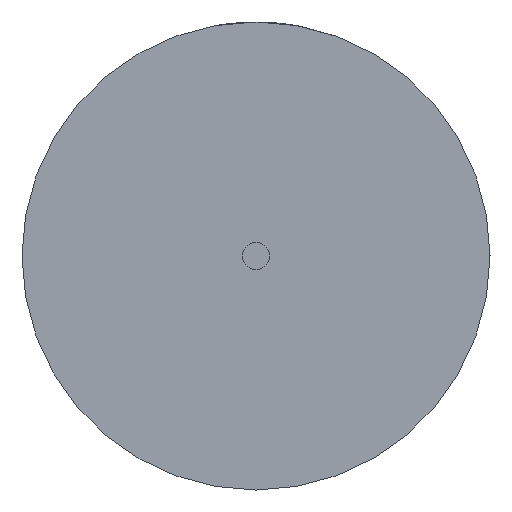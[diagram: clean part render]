
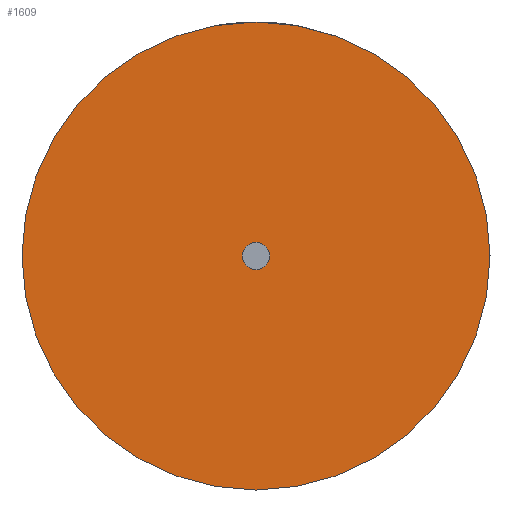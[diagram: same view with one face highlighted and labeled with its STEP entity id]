
A CAD part, left-side view. The second image highlights one B-rep face of the part: STEP entity #1609.
In plain terms, the highlighted planar face has unit normal (-1, 0, 0).
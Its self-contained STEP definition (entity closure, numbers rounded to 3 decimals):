
#191 = EDGE_LOOP ( 'NONE', ( #1124, #2158 ) ) ;
#198 = ORIENTED_EDGE ( 'NONE', *, *, #214, .T. ) ;
#214 = EDGE_CURVE ( 'NONE', #1978, #2895, #2302, .T. ) ;
#326 = DIRECTION ( 'NONE',  ( -1., 0., 0. ) ) ;
#346 = AXIS2_PLACEMENT_3D ( 'NONE', #3207, #1973, #1462 ) ;
#359 = AXIS2_PLACEMENT_3D ( 'NONE', #1995, #2203, #2974 ) ;
#611 = CIRCLE ( 'NONE', #346, 8.5 ) ;
#681 = AXIS2_PLACEMENT_3D ( 'NONE', #1473, #1498, #3235 ) ;
#1124 = ORIENTED_EDGE ( 'NONE', *, *, #2832, .F. ) ;
#1310 = EDGE_LOOP ( 'NONE', ( #198, #2506 ) ) ;
#1362 = CARTESIAN_POINT ( 'NONE',  ( -0.005, 0., 0. ) ) ;
#1374 = DIRECTION ( 'NONE',  ( 0., 0., 1. ) ) ;
#1380 = EDGE_CURVE ( 'NONE', #2707, #1563, #2406, .T. ) ;
#1462 = DIRECTION ( 'NONE',  ( 0., 0., 1. ) ) ;
#1473 = CARTESIAN_POINT ( 'NONE',  ( -0.005, 0., 0. ) ) ;
#1498 = DIRECTION ( 'NONE',  ( -1., 0., 0. ) ) ;
#1563 = VERTEX_POINT ( 'NONE', #2805 ) ;
#1609 = ADVANCED_FACE ( 'NONE', ( #2977, #3058 ), #2992, .T. ) ;
#1973 = DIRECTION ( 'NONE',  ( -1., 0., 0. ) ) ;
#1977 = AXIS2_PLACEMENT_3D ( 'NONE', #1362, #2622, #1374 ) ;
#1978 = VERTEX_POINT ( 'NONE', #3119 ) ;
#1995 = CARTESIAN_POINT ( 'NONE',  ( -0.005, 0., 0. ) ) ;
#2158 = ORIENTED_EDGE ( 'NONE', *, *, #1380, .F. ) ;
#2203 = DIRECTION ( 'NONE',  ( -1., 0., 0. ) ) ;
#2302 = CIRCLE ( 'NONE', #1977, 8.5 ) ;
#2370 = EDGE_CURVE ( 'NONE', #2895, #1978, #611, .T. ) ;
#2406 = CIRCLE ( 'NONE', #359, 0.5 ) ;
#2506 = ORIENTED_EDGE ( 'NONE', *, *, #2370, .T. ) ;
#2587 = DIRECTION ( 'NONE',  ( 0., 0., 1. ) ) ;
#2622 = DIRECTION ( 'NONE',  ( -1., 0., 0. ) ) ;
#2707 = VERTEX_POINT ( 'NONE', #2752 ) ;
#2752 = CARTESIAN_POINT ( 'NONE',  ( -0.005, 0., 0.5 ) ) ;
#2805 = CARTESIAN_POINT ( 'NONE',  ( -0.005, 0., -0.5 ) ) ;
#2829 = CARTESIAN_POINT ( 'NONE',  ( -0.005, 0., 8.5 ) ) ;
#2832 = EDGE_CURVE ( 'NONE', #1563, #2707, #3038, .T. ) ;
#2837 = CARTESIAN_POINT ( 'NONE',  ( -0.005, 0., 0. ) ) ;
#2895 = VERTEX_POINT ( 'NONE', #2829 ) ;
#2946 = AXIS2_PLACEMENT_3D ( 'NONE', #2837, #326, #2587 ) ;
#2974 = DIRECTION ( 'NONE',  ( 0., 0., 1. ) ) ;
#2977 = FACE_OUTER_BOUND ( 'NONE', #1310, .T. ) ;
#2992 = PLANE ( 'NONE',  #681 ) ;
#3038 = CIRCLE ( 'NONE', #2946, 0.5 ) ;
#3058 = FACE_BOUND ( 'NONE', #191, .T. ) ;
#3119 = CARTESIAN_POINT ( 'NONE',  ( -0.005, 0., -8.5 ) ) ;
#3207 = CARTESIAN_POINT ( 'NONE',  ( -0.005, 0., 0. ) ) ;
#3235 = DIRECTION ( 'NONE',  ( 0., 0., 1. ) ) ;
